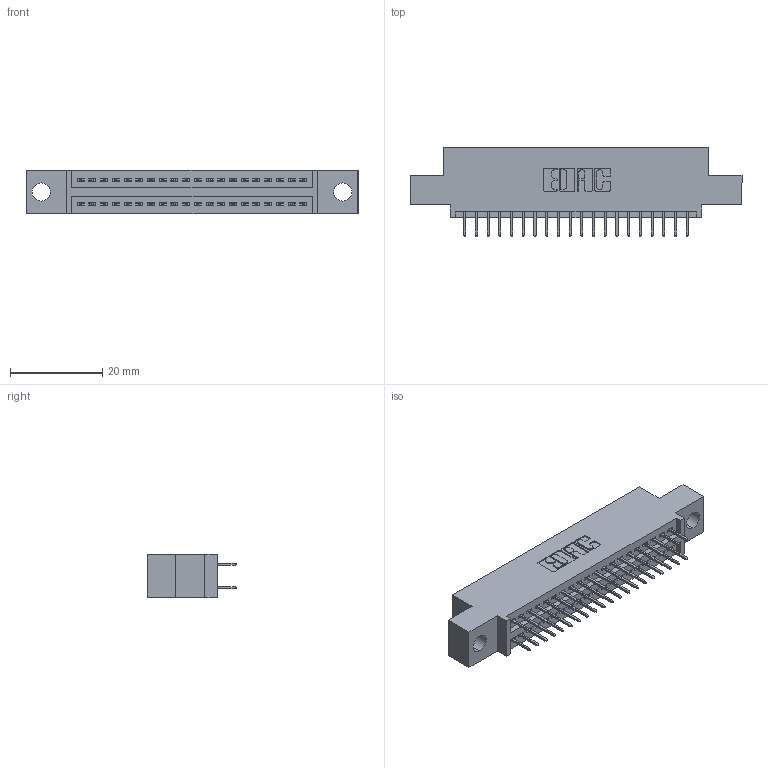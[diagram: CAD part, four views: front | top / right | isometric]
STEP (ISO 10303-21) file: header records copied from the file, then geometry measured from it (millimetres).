
FILE_DESCRIPTION (( 'STEP AP203' ), '1' );
FILE_NAME ('345-040-524-504.STEP', '2021-05-20T01:07:41', ( '' ), ( '' ), 'SwSTEP 2.0', 'SolidWorks 2020', '' );
FILE_SCHEMA (( 'CONFIG_CONTROL_DESIGN' ));
Length unit declared in the file: inch
Products named in the file (3): 345 Part_0.110 Offset - 0.156 Dia-TI; 345-040-524-504; 345-292-001_345-293-124
Assembly tree (41 placements, depth 2):
  345-040-524-504
    345 Part_0.110 Offset - 0.156 Dia-TI
    345-292-001_345-293-124  x40
Bounding box: 72.01 x 19.35 x 9.4 mm (x, y, z)
Volume: 6551 mm3; surface area: 9042 mm2
Topology: 41 solids, 41 shells, 2304 faces, 6509 edges, 4178 vertices
Faces by surface type: plane 1658, cylinder 646
Entity records: 19279 total; most frequent: CARTESIAN_POINT 3258, ORIENTED_EDGE 3190, DIRECTION 2899, EDGE_CURVE 1595, LINE 1387, VECTOR 1387, VERTEX_POINT 1058, AXIS2_PLACEMENT_3D 756
